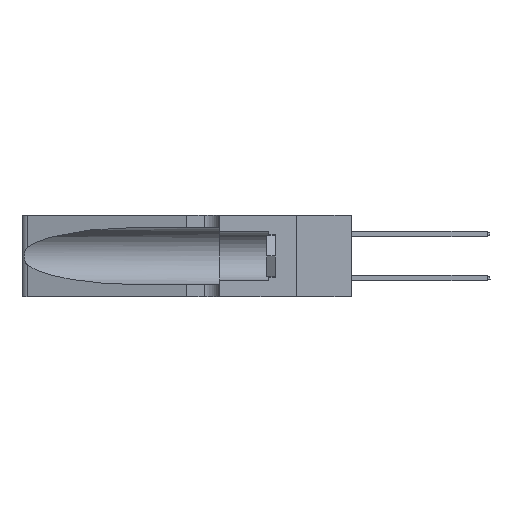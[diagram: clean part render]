
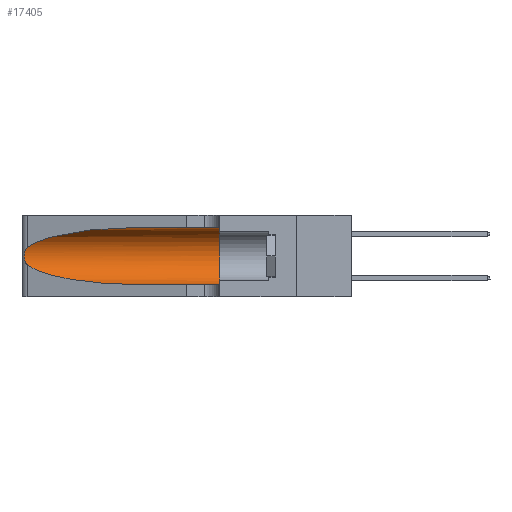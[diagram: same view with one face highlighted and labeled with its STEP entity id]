
A CAD part, left-side view. The second image highlights one B-rep face of the part: STEP entity #17405.
In plain terms, the highlighted cylindrical face has radius 3.308 mm (diameter 6.617 mm), a partial arc.
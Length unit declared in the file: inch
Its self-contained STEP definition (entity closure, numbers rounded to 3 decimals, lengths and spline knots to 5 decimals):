
#166 = CARTESIAN_POINT ( 'NONE',  ( 0.25787, 1.23484, 0.2124 ) ) ;
#283 = CARTESIAN_POINT ( 'NONE',  ( 0.25555, 1.22993, 0.14849 ) ) ;
#525 = CARTESIAN_POINT ( 'NONE',  ( 0.25487, 1.22718, 0.14631 ) ) ;
#1047 = CARTESIAN_POINT ( 'NONE',  ( 0.1305, 0.72297, 0.05475 ) ) ;
#2022 = EDGE_CURVE ( 'NONE', #19755, #26189, #3693, .T. ) ;
#3548 = CARTESIAN_POINT ( 'NONE',  ( 0.1305, 0.72297, 0.31525 ) ) ;
#3693 = CIRCLE ( 'NONE', #33083, 0.13025 ) ;
#4200 = B_SPLINE_CURVE_WITH_KNOTS ( 'NONE', 3,
 ( #40257, #9596, #28299, #166, #22013, #25043, #37638, #6349, #9722, #19022, #19155, #28699, #283, #525 ),
 .UNSPECIFIED., .F., .F.,
 ( 4, 2, 2, 2, 2, 2, 4 ),
 ( 0., 0.00027, 0.00053, 0.00107, 0.0016, 0.00187, 0.00214 ),
 .UNSPECIFIED. ) ;
#4282 = DIRECTION ( 'NONE',  ( 0., -1., 0. ) ) ;
#5628 = VERTEX_POINT ( 'NONE', #6891 ) ;
#6349 = CARTESIAN_POINT ( 'NONE',  ( 0.26075, 1.23896, 0.178 ) ) ;
#6437 = CARTESIAN_POINT ( 'NONE',  ( 0.25487, 1.22718, 0.14631 ) ) ;
#6891 = CARTESIAN_POINT ( 'NONE',  ( 0.25487, 1.22718, 0.22369 ) ) ;
#7123 = CARTESIAN_POINT ( 'NONE',  ( 0.1305, 1.61858, 0.185 ) ) ;
#7615 = DIRECTION ( 'NONE',  ( 0., 0., 1. ) ) ;
#9134 = ORIENTED_EDGE ( 'NONE', *, *, #24955, .T. ) ;
#9417 = CARTESIAN_POINT ( 'NONE',  ( 0.1305, 0.72297, 0.05475 ) ) ;
#9596 = CARTESIAN_POINT ( 'NONE',  ( 0.25555, 1.22994, 0.2215 ) ) ;
#9722 = CARTESIAN_POINT ( 'NONE',  ( 0.26017, 1.23833, 0.17102 ) ) ;
#10270 = ORIENTED_EDGE ( 'NONE', *, *, #2022, .F. ) ;
#11026 = DIRECTION ( 'NONE',  ( 0., 1., 0. ) ) ;
#11036 = EDGE_CURVE ( 'NONE', #19556, #26189, #12536, .T. ) ;
#11807 = DIRECTION ( 'NONE',  ( 0., -1., 0. ) ) ;
#12536 = LINE ( 'NONE', #29972, #24729 ) ;
#12678 =( BOUNDED_CURVE ( )  B_SPLINE_CURVE ( 3, ( #6437, #37060, #21564, #9417 ),
 .UNSPECIFIED., .F., .F. ) 
 B_SPLINE_CURVE_WITH_KNOTS ( ( 4, 4 ),
 ( 3.44316, 4.71239 ),
 .UNSPECIFIED. ) 
 CURVE ( )  GEOMETRIC_REPRESENTATION_ITEM ( )  RATIONAL_B_SPLINE_CURVE ( ( 1., 0.87, 0.87, 1. ) ) 
 REPRESENTATION_ITEM ( '' )  );
#13751 = ORIENTED_EDGE ( 'NONE', *, *, #24323, .T. ) ;
#13900 = VERTEX_POINT ( 'NONE', #39535 ) ;
#17405 = ADVANCED_FACE ( 'NONE', ( #37047 ), #38495, .F. ) ;
#17505 = VERTEX_POINT ( 'NONE', #30062 ) ;
#17514 = LINE ( 'NONE', #27794, #27811 ) ;
#18874 = ORIENTED_EDGE ( 'NONE', *, *, #31343, .T. ) ;
#19022 = CARTESIAN_POINT ( 'NONE',  ( 0.25856, 1.23593, 0.16098 ) ) ;
#19155 = CARTESIAN_POINT ( 'NONE',  ( 0.25789, 1.23486, 0.15765 ) ) ;
#19423 = DIRECTION ( 'NONE',  ( 0., 0., -1. ) ) ;
#19556 = VERTEX_POINT ( 'NONE', #1047 ) ;
#19755 = VERTEX_POINT ( 'NONE', #25417 ) ;
#21564 = CARTESIAN_POINT ( 'NONE',  ( 0.18966, 0.96281, 0.05475 ) ) ;
#22013 = CARTESIAN_POINT ( 'NONE',  ( 0.25854, 1.2359, 0.20912 ) ) ;
#22471 = CARTESIAN_POINT ( 'NONE',  ( 0.25487, 1.22718, 0.22369 ) ) ;
#24323 = EDGE_CURVE ( 'NONE', #5628, #13900, #4200, .T. ) ;
#24729 = VECTOR ( 'NONE', #33213, 39.37008 ) ;
#24955 = EDGE_CURVE ( 'NONE', #13900, #19556, #12678, .T. ) ;
#25043 = CARTESIAN_POINT ( 'NONE',  ( 0.26018, 1.23835, 0.19895 ) ) ;
#25417 = CARTESIAN_POINT ( 'NONE',  ( 0.1305, 0.35, 0.31525 ) ) ;
#26189 = VERTEX_POINT ( 'NONE', #37830 ) ;
#27794 = CARTESIAN_POINT ( 'NONE',  ( 0.1305, 1.61858, 0.31525 ) ) ;
#27811 = VECTOR ( 'NONE', #11807, 39.37008 ) ;
#27994 = ORIENTED_EDGE ( 'NONE', *, *, #11036, .T. ) ;
#28299 = CARTESIAN_POINT ( 'NONE',  ( 0.25639, 1.23184, 0.21858 ) ) ;
#28699 = CARTESIAN_POINT ( 'NONE',  ( 0.25639, 1.23186, 0.15144 ) ) ;
#29972 = CARTESIAN_POINT ( 'NONE',  ( 0.1305, 1.61858, 0.05475 ) ) ;
#30062 = CARTESIAN_POINT ( 'NONE',  ( 0.1305, 0.72297, 0.31525 ) ) ;
#30378 = EDGE_LOOP ( 'NONE', ( #18874, #13751, #9134, #27994, #10270, #33203 ) ) ;
#31343 = EDGE_CURVE ( 'NONE', #17505, #5628, #35646, .T. ) ;
#31797 = EDGE_CURVE ( 'NONE', #17505, #19755, #17514, .T. ) ;
#33083 = AXIS2_PLACEMENT_3D ( 'NONE', #38536, #11026, #7615 ) ;
#33203 = ORIENTED_EDGE ( 'NONE', *, *, #31797, .F. ) ;
#33213 = DIRECTION ( 'NONE',  ( 0., -1., 0. ) ) ;
#34727 = CARTESIAN_POINT ( 'NONE',  ( 0.2373, 1.15595, 0.28018 ) ) ;
#35646 =( BOUNDED_CURVE ( )  B_SPLINE_CURVE ( 3, ( #3548, #37834, #34727, #22471 ),
 .UNSPECIFIED., .F., .F. ) 
 B_SPLINE_CURVE_WITH_KNOTS ( ( 4, 4 ),
 ( 1.5708, 2.84003 ),
 .UNSPECIFIED. ) 
 CURVE ( )  GEOMETRIC_REPRESENTATION_ITEM ( )  RATIONAL_B_SPLINE_CURVE ( ( 1., 0.87, 0.87, 1. ) ) 
 REPRESENTATION_ITEM ( '' )  );
#37047 = FACE_OUTER_BOUND ( 'NONE', #30378, .T. ) ;
#37060 = CARTESIAN_POINT ( 'NONE',  ( 0.2373, 1.15595, 0.08982 ) ) ;
#37386 = AXIS2_PLACEMENT_3D ( 'NONE', #7123, #4282, #19423 ) ;
#37638 = CARTESIAN_POINT ( 'NONE',  ( 0.26075, 1.23896, 0.19203 ) ) ;
#37830 = CARTESIAN_POINT ( 'NONE',  ( 0.1305, 0.35, 0.05475 ) ) ;
#37834 = CARTESIAN_POINT ( 'NONE',  ( 0.18966, 0.96281, 0.31525 ) ) ;
#38495 = CYLINDRICAL_SURFACE ( 'NONE', #37386, 0.13025 ) ;
#38536 = CARTESIAN_POINT ( 'NONE',  ( 0.1305, 0.35, 0.185 ) ) ;
#39535 = CARTESIAN_POINT ( 'NONE',  ( 0.25487, 1.22718, 0.14631 ) ) ;
#40257 = CARTESIAN_POINT ( 'NONE',  ( 0.25487, 1.22718, 0.22369 ) ) ;
